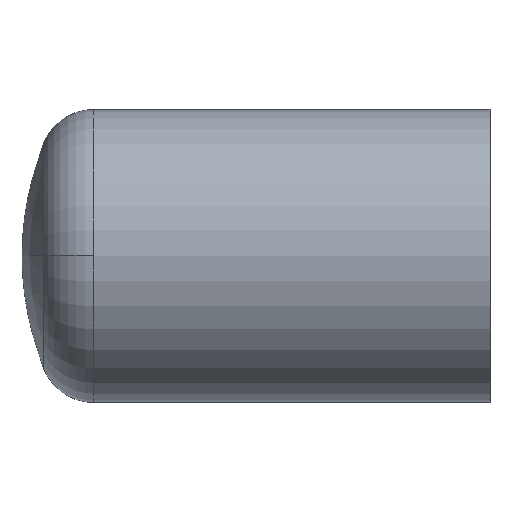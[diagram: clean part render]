
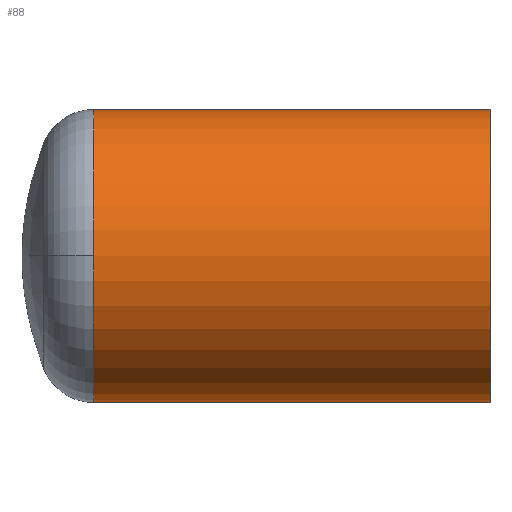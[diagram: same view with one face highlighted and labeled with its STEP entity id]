
A CAD part, top view. The second image highlights one B-rep face of the part: STEP entity #88.
In plain terms, the highlighted cylindrical face has radius 20 mm (diameter 40 mm), a partial arc.
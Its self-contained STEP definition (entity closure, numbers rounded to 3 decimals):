
#88 = ADVANCED_FACE( '', ( #225 ), #226, .T. );
#94 = VERTEX_POINT( '', #233 );
#116 = VERTEX_POINT( '', #257 );
#124 = VERTEX_POINT( '', #265 );
#152 = EDGE_CURVE( '', #184, #116, #296, .T. );
#166 = EDGE_CURVE( '', #116, #172, #311, .T. );
#172 = VERTEX_POINT( '', #318 );
#174 = EDGE_CURVE( '', #172, #94, #320, .T. );
#180 = EDGE_CURVE( '', #184, #124, #327, .T. );
#184 = VERTEX_POINT( '', #332 );
#188 = EDGE_CURVE( '', #124, #94, #336, .T. );
#225 = FACE_OUTER_BOUND( '', #365, .T. );
#226 = CYLINDRICAL_SURFACE( '', #366, 20. );
#233 = CARTESIAN_POINT( '', ( -54.067, 20., 0. ) );
#257 = CARTESIAN_POINT( '', ( 0., -20., 0. ) );
#265 = CARTESIAN_POINT( '', ( -54.067, 0., 20. ) );
#296 = LINE( '', #450, #451 );
#311 = CIRCLE( '', #470, 20. );
#318 = CARTESIAN_POINT( '', ( 0., 20., 0. ) );
#320 = LINE( '', #481, #482 );
#327 = CIRCLE( '', #491, 20. );
#332 = CARTESIAN_POINT( '', ( -54.067, -20., 0. ) );
#336 = CIRCLE( '', #502, 20. );
#365 = EDGE_LOOP( '', ( #536, #537, #538, #539, #540 ) );
#366 = AXIS2_PLACEMENT_3D( '', #541, #542, #543 );
#450 = CARTESIAN_POINT( '', ( -27.033, -20., 0. ) );
#451 = VECTOR( '', #632, 1. );
#470 = AXIS2_PLACEMENT_3D( '', #651, #652, #653 );
#481 = CARTESIAN_POINT( '', ( -27.033, 20., 0. ) );
#482 = VECTOR( '', #664, 1. );
#491 = AXIS2_PLACEMENT_3D( '', #674, #675, #676 );
#502 = AXIS2_PLACEMENT_3D( '', #689, #690, #691 );
#536 = ORIENTED_EDGE( '', *, *, #174, .T. );
#537 = ORIENTED_EDGE( '', *, *, #188, .F. );
#538 = ORIENTED_EDGE( '', *, *, #180, .F. );
#539 = ORIENTED_EDGE( '', *, *, #152, .T. );
#540 = ORIENTED_EDGE( '', *, *, #166, .T. );
#541 = CARTESIAN_POINT( '', ( -27.033, 0., 0. ) );
#542 = DIRECTION( '', ( 1., 0., 0. ) );
#543 = DIRECTION( '', ( 0., 1., 0. ) );
#632 = DIRECTION( '', ( 1., 0., 0. ) );
#651 = CARTESIAN_POINT( '', ( 0., 0., 0. ) );
#652 = DIRECTION( '', ( -1., 0., 0. ) );
#653 = DIRECTION( '', ( 0., 1., 0. ) );
#664 = DIRECTION( '', ( -1., 0., 0. ) );
#674 = CARTESIAN_POINT( '', ( -54.067, 0., 0. ) );
#675 = DIRECTION( '', ( -1., 0., 0. ) );
#676 = DIRECTION( '', ( 0., 1., 0. ) );
#689 = CARTESIAN_POINT( '', ( -54.067, 0., 0. ) );
#690 = DIRECTION( '', ( -1., 0., 0. ) );
#691 = DIRECTION( '', ( 0., 1., 0. ) );
